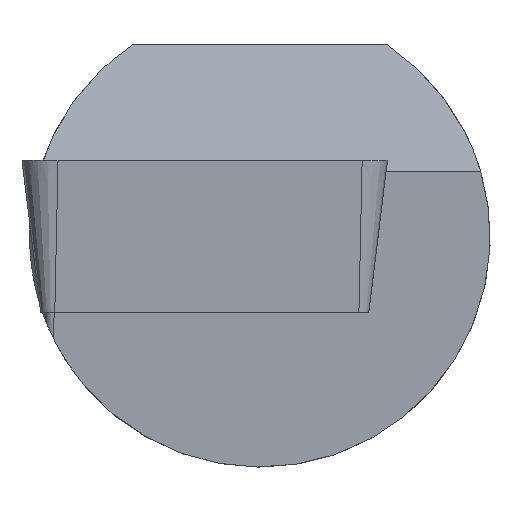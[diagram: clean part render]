
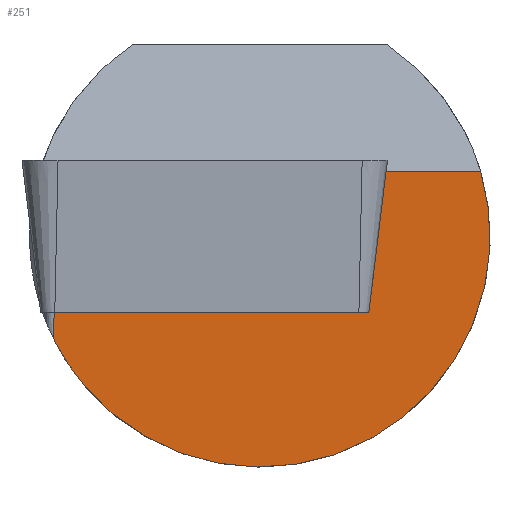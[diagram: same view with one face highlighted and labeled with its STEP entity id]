
A CAD part, left-side view. The second image highlights one B-rep face of the part: STEP entity #251.
In plain terms, the highlighted planar face has unit normal (-0.978, -0.172, -0.122).
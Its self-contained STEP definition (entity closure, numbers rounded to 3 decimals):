
#26=ELLIPSE('',#622,6.138,6.);
#228=PLANE('',#630);
#251=ADVANCED_FACE('',(#280),#228,.F.);
#280=FACE_OUTER_BOUND('',#303,.T.);
#303=EDGE_LOOP('',(#471,#472,#473,#474,#475));
#324=LINE('',#824,#360);
#332=LINE('',#903,#368);
#338=LINE('',#919,#374);
#339=LINE('',#921,#375);
#360=VECTOR('',#691,1.);
#368=VECTOR('',#721,1.);
#374=VECTOR('',#735,1.);
#375=VECTOR('',#736,1.);
#471=ORIENTED_EDGE('',*,*,#579,.F.);
#472=ORIENTED_EDGE('',*,*,#555,.F.);
#473=ORIENTED_EDGE('',*,*,#566,.F.);
#474=ORIENTED_EDGE('',*,*,#572,.F.);
#475=ORIENTED_EDGE('',*,*,#580,.T.);
#508=VERTEX_POINT('',#801);
#510=VERTEX_POINT('',#823);
#519=VERTEX_POINT('',#860);
#522=VERTEX_POINT('',#901);
#526=VERTEX_POINT('',#920);
#555=EDGE_CURVE('',#510,#508,#324,.T.);
#566=EDGE_CURVE('',#519,#510,#26,.T.);
#572=EDGE_CURVE('',#522,#519,#332,.T.);
#579=EDGE_CURVE('',#508,#526,#338,.T.);
#580=EDGE_CURVE('',#522,#526,#339,.T.);
#622=AXIS2_PLACEMENT_3D('',#861,#710,#711);
#630=AXIS2_PLACEMENT_3D('',#922,#737,#738);
#691=DIRECTION('',(-0.12,-0.021,0.993));
#710=DIRECTION('',(0.977,0.172,0.122));
#711=DIRECTION('',(-0.211,0.798,0.564));
#721=DIRECTION('',(0.174,-0.985,0.));
#735=DIRECTION('',(0.174,-0.985,0.));
#736=DIRECTION('',(0.102,0.121,-0.987));
#737=DIRECTION('',(0.977,0.172,0.122));
#738=DIRECTION('',(0.174,-0.985,0.));
#801=CARTESIAN_POINT('',(0.744,5.363,-1.97));
#823=CARTESIAN_POINT('',(0.828,5.378,-2.661));
#824=CARTESIAN_POINT('',(0.744,5.363,-1.97));
#860=CARTESIAN_POINT('',(2.247,-5.754,1.7));
#861=CARTESIAN_POINT('',(1.444,0.,0.));
#901=CARTESIAN_POINT('',(1.812,-3.288,1.7));
#903=CARTESIAN_POINT('',(23.982,-129.023,1.7));
#919=CARTESIAN_POINT('',(3.947,-12.8,-1.97));
#920=CARTESIAN_POINT('',(2.19,-2.838,-1.97));
#921=CARTESIAN_POINT('',(2.085,-2.962,-0.954));
#922=CARTESIAN_POINT('',(3.947,-12.8,-1.97));
